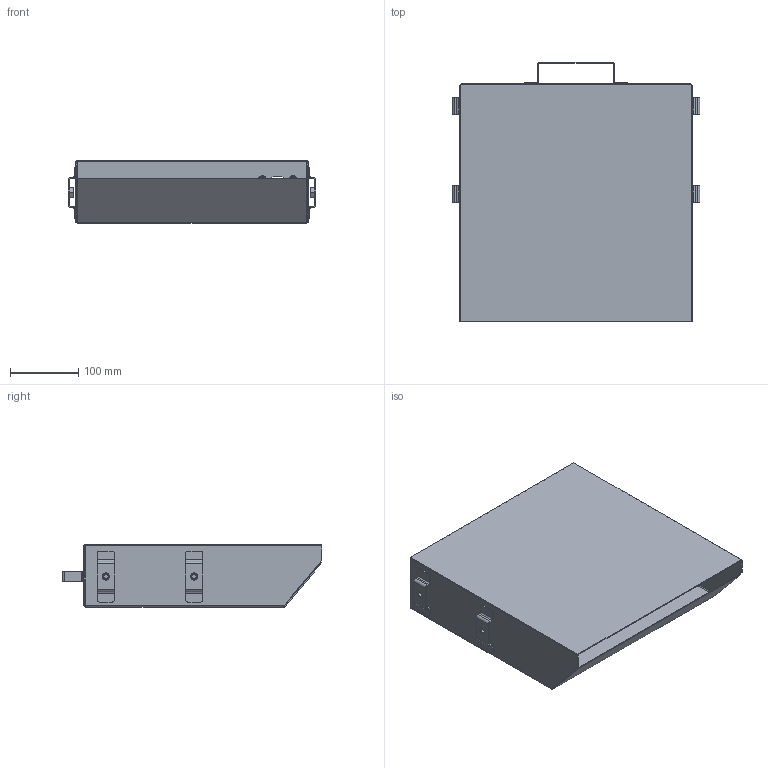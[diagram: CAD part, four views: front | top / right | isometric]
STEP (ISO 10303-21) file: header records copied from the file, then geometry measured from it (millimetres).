
FILE_DESCRIPTION (( 'STEP AP214' ), '1' );
FILE_NAME ('PowderContainerSamle_assy.STEP', '2021-11-07T21:44:06', ( '' ), ( '' ), 'SwSTEP 2.0', 'SolidWorks 2020', '' );
FILE_SCHEMA (( 'AUTOMOTIVE_DESIGN' ));
Length unit declared in the file: millimetre
Products named in the file (7): PowderHandle; PowderCanister_v3_WeldBracket; PowderContainerSamle_assy; PowderCanister_v3; weld nut 01_din_DIN 929-M5-N; weld nut 01_din_DIN 929-M8-N; PowderCanister_v3_Plate
Assembly tree (14 placements, depth 2):
  PowderContainerSamle_assy
    PowderCanister_v3
    PowderCanister_v3_Plate
    PowderCanister_v3_WeldBracket  x4
    weld nut 01_din_DIN 929-M8-N  x4
    weld nut 01_din_DIN 929-M5-N  x3
    PowderHandle
Bounding box: 364 x 381.5 x 91.5 mm (x, y, z)
Volume: 526299.3 mm3; surface area: 702946.3 mm2
Topology: 14 solids, 14 shells, 512 faces, 1134 edges, 664 vertices
Faces by surface type: plane 292, cylinder 140, cone 70, bspline 10
Entity records: 6345 total; most frequent: CARTESIAN_POINT 1471, DIRECTION 966, ORIENTED_EDGE 924, EDGE_CURVE 462, AXIS2_PLACEMENT_3D 333, LINE 300, VECTOR 300, VERTEX_POINT 268
